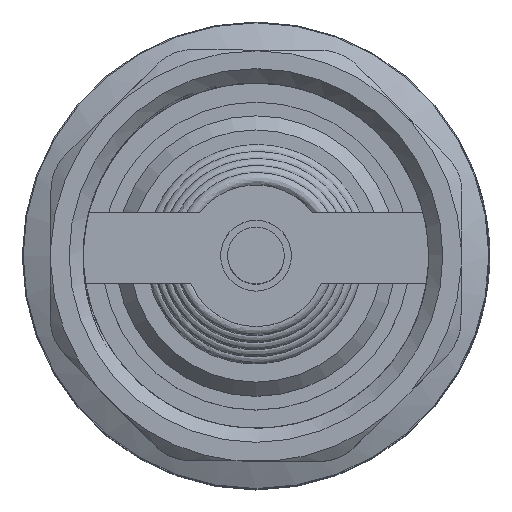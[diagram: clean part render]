
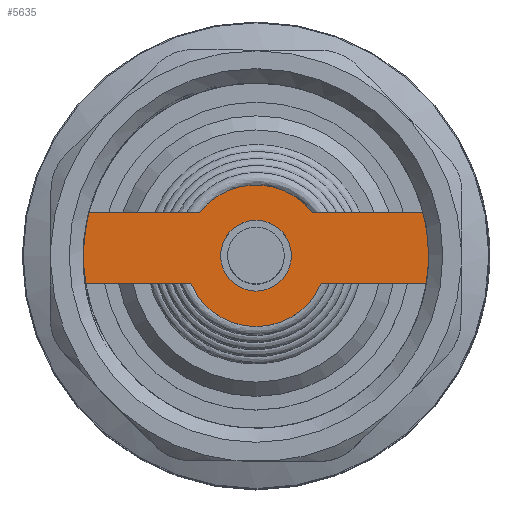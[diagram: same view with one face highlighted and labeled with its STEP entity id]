
A CAD part, top view. The second image highlights one B-rep face of the part: STEP entity #5635.
In plain terms, the highlighted planar face has unit normal (0, 0, 1).
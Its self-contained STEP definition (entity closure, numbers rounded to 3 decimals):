
#269=PLANE('',#5994);
#339=FACE_BOUND('',#879,.T.);
#535=FACE_OUTER_BOUND('',#878,.T.);
#878=EDGE_LOOP('',(#4605,#4606,#4607,#4608,#4609,#4610,#4611,#4612,#4613));
#879=EDGE_LOOP('',(#4614));
#1133=CIRCLE('',#5995,12.194);
#1134=CIRCLE('',#5996,5.);
#1135=CIRCLE('',#5997,12.194);
#1136=CIRCLE('',#5998,12.194);
#1137=CIRCLE('',#5999,5.);
#1138=CIRCLE('',#6000,2.5);
#1754=LINE('',#10186,#2098);
#1756=LINE('',#10194,#2100);
#1757=LINE('',#10200,#2101);
#1758=LINE('',#10203,#2102);
#2098=VECTOR('',#6825,10.);
#2100=VECTOR('',#6833,10.);
#2101=VECTOR('',#6838,10.);
#2102=VECTOR('',#6841,10.);
#2545=VERTEX_POINT('',#10183);
#2546=VERTEX_POINT('',#10185);
#2547=VERTEX_POINT('',#10189);
#2548=VERTEX_POINT('',#10191);
#2549=VERTEX_POINT('',#10193);
#2550=VERTEX_POINT('',#10195);
#2551=VERTEX_POINT('',#10197);
#2552=VERTEX_POINT('',#10199);
#2553=VERTEX_POINT('',#10201);
#2554=VERTEX_POINT('',#10204);
#3274=EDGE_CURVE('',#2546,#2545,#1754,.T.);
#3276=EDGE_CURVE('',#2546,#2547,#1133,.T.);
#3277=EDGE_CURVE('',#2545,#2548,#1134,.T.);
#3278=EDGE_CURVE('',#2548,#2549,#1756,.T.);
#3279=EDGE_CURVE('',#2550,#2549,#1135,.T.);
#3280=EDGE_CURVE('',#2551,#2550,#1136,.T.);
#3281=EDGE_CURVE('',#2551,#2552,#1757,.T.);
#3282=EDGE_CURVE('',#2552,#2553,#1137,.T.);
#3283=EDGE_CURVE('',#2553,#2547,#1758,.T.);
#3284=EDGE_CURVE('',#2554,#2554,#1138,.T.);
#4605=ORIENTED_EDGE('',*,*,#3276,.F.);
#4606=ORIENTED_EDGE('',*,*,#3274,.T.);
#4607=ORIENTED_EDGE('',*,*,#3277,.T.);
#4608=ORIENTED_EDGE('',*,*,#3278,.T.);
#4609=ORIENTED_EDGE('',*,*,#3279,.F.);
#4610=ORIENTED_EDGE('',*,*,#3280,.F.);
#4611=ORIENTED_EDGE('',*,*,#3281,.T.);
#4612=ORIENTED_EDGE('',*,*,#3282,.T.);
#4613=ORIENTED_EDGE('',*,*,#3283,.T.);
#4614=ORIENTED_EDGE('',*,*,#3284,.T.);
#5635=ADVANCED_FACE('',(#535,#339),#269,.T.);
#5994=AXIS2_PLACEMENT_3D('',#10188,#6827,#6828);
#5995=AXIS2_PLACEMENT_3D('',#10190,#6829,#6830);
#5996=AXIS2_PLACEMENT_3D('',#10192,#6831,#6832);
#5997=AXIS2_PLACEMENT_3D('',#10196,#6834,#6835);
#5998=AXIS2_PLACEMENT_3D('',#10198,#6836,#6837);
#5999=AXIS2_PLACEMENT_3D('',#10202,#6839,#6840);
#6000=AXIS2_PLACEMENT_3D('',#10205,#6842,#6843);
#6825=DIRECTION('',(1.,0.,0.));
#6827=DIRECTION('center_axis',(0.,0.,1.));
#6828=DIRECTION('ref_axis',(0.,1.,0.));
#6829=DIRECTION('center_axis',(0.,0.,-1.));
#6830=DIRECTION('ref_axis',(-1.,0.,0.));
#6831=DIRECTION('center_axis',(0.,0.,1.));
#6832=DIRECTION('ref_axis',(-1.,0.,0.));
#6833=DIRECTION('',(1.,0.,0.));
#6834=DIRECTION('center_axis',(0.,0.,-1.));
#6835=DIRECTION('ref_axis',(-1.,0.,0.));
#6836=DIRECTION('center_axis',(0.,0.,-1.));
#6837=DIRECTION('ref_axis',(-1.,0.,0.));
#6838=DIRECTION('',(-1.,0.,0.));
#6839=DIRECTION('center_axis',(0.,0.,1.));
#6840=DIRECTION('ref_axis',(-1.,0.,0.));
#6841=DIRECTION('',(-1.,0.,0.));
#6842=DIRECTION('center_axis',(0.,0.,-1.));
#6843=DIRECTION('ref_axis',(-1.,0.,0.));
#10183=CARTESIAN_POINT('',(-4.598,-1.965,33.));
#10185=CARTESIAN_POINT('',(-12.034,-1.965,33.));
#10186=CARTESIAN_POINT('',(13.517,-1.965,33.));
#10188=CARTESIAN_POINT('Origin',(0.017,0.535,33.));
#10189=CARTESIAN_POINT('',(-11.81,3.035,33.));
#10190=CARTESIAN_POINT('Origin',(0.,0.,33.));
#10191=CARTESIAN_POINT('',(4.598,-1.965,33.));
#10192=CARTESIAN_POINT('Origin',(0.,0.,33.));
#10193=CARTESIAN_POINT('',(12.034,-1.965,33.));
#10194=CARTESIAN_POINT('',(13.517,-1.965,33.));
#10195=CARTESIAN_POINT('',(12.194,0.,33.));
#10196=CARTESIAN_POINT('Origin',(0.,0.,33.));
#10197=CARTESIAN_POINT('',(11.81,3.035,33.));
#10198=CARTESIAN_POINT('Origin',(0.,0.,33.));
#10199=CARTESIAN_POINT('',(3.973,3.035,33.));
#10200=CARTESIAN_POINT('',(-13.483,3.035,33.));
#10201=CARTESIAN_POINT('',(-3.973,3.035,33.));
#10202=CARTESIAN_POINT('Origin',(0.,0.,33.));
#10203=CARTESIAN_POINT('',(-13.483,3.035,33.));
#10204=CARTESIAN_POINT('',(2.5,0.,33.));
#10205=CARTESIAN_POINT('Origin',(0.,0.,33.));
